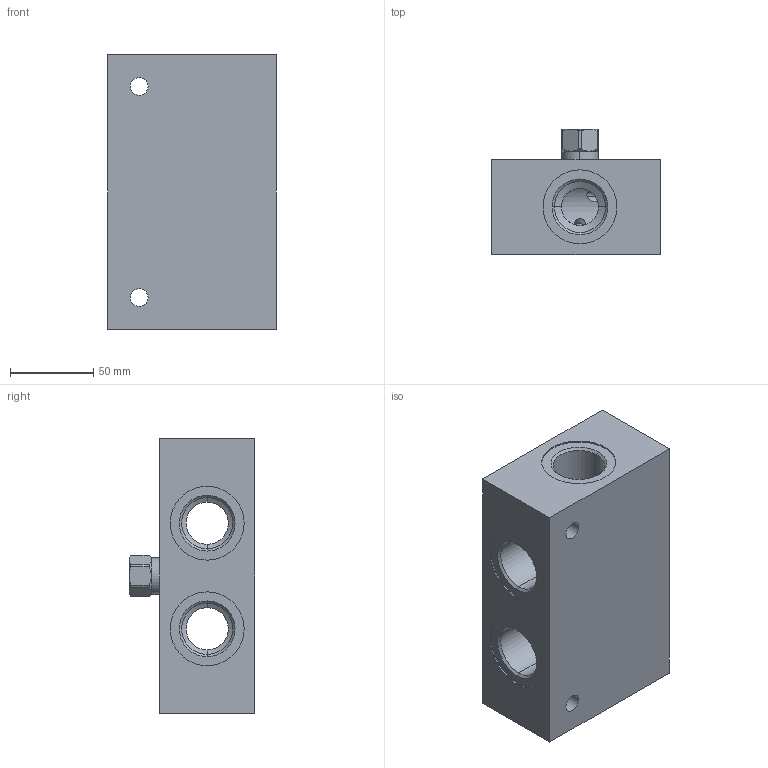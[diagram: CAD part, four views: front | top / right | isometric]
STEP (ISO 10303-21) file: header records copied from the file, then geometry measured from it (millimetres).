
FILE_DESCRIPTION((''),'2;1');
FILE_NAME('YKX_ASM','2019-08-07T',('ProEService'),(''),'PRO/ENGINEER BY PARAMETRIC TECHNOLOGY CORPORATION, 2014200','PRO/ENGINEER BY PARAMETRIC TECHNOLOGY CORPORATION, 2014200','');
FILE_SCHEMA(('CONFIG_CONTROL_DESIGN'));
Length unit declared in the file: inch
Products named in the file (3): 150-653-008; CSAABXN; YKX_ASM
Assembly tree (2 placements, depth 2):
  YKX_ASM
    150-653-008
    CSAABXN
Bounding box: 101.6 x 75.41 x 165.1 mm (x, y, z)
Volume: 714652.6 mm3; surface area: 101324.4 mm2
Topology: 4 solids, 5 shells, 281 faces, 867 edges, 717 vertices
Faces by surface type: cylinder 126, cone 67, plane 42, torus 36, revolution 8, sphere 2
Entity records: 11482 total; most frequent: CARTESIAN_POINT 3771, DIRECTION 1701, ORIENTED_EDGE 1232, AXIS2_PLACEMENT_3D 621, EDGE_CURVE 616, VECTOR 451, LINE 451, VERTEX_POINT 368
